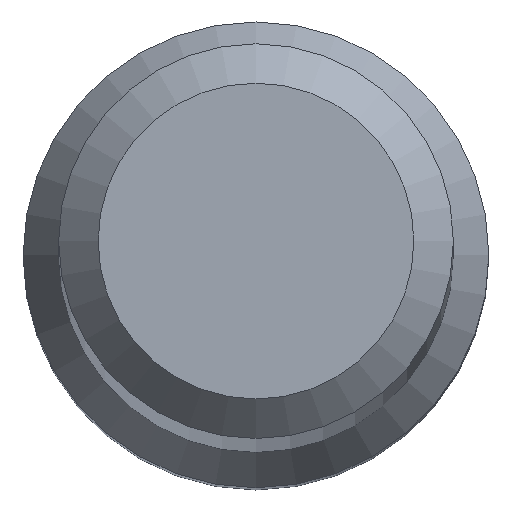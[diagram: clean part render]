
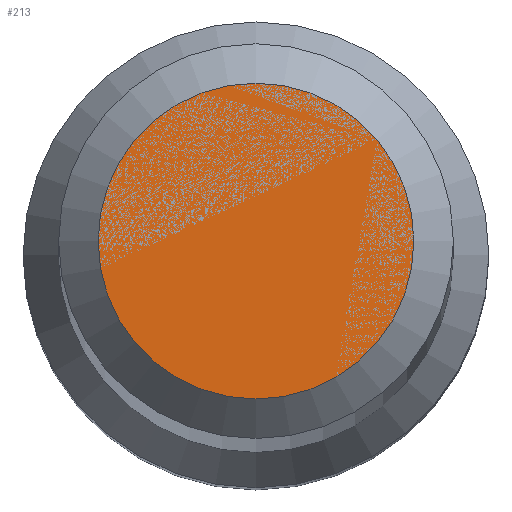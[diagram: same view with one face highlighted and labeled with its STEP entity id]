
A CAD part, top view. The second image highlights one B-rep face of the part: STEP entity #213.
In plain terms, the highlighted planar face has unit normal (0, 0, 1).
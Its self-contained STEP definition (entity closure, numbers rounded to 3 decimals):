
#23 = AXIS2_PLACEMENT_3D ( 'NONE', #211, #236, #302 ) ;
#29 = EDGE_CURVE ( 'NONE', #201, #201, #275, .T. ) ;
#53 = DIRECTION ( 'NONE',  ( 0., 1., 0. ) ) ;
#84 = DIRECTION ( 'NONE',  ( 0., 0., -1. ) ) ;
#86 = EDGE_LOOP ( 'NONE', ( #222 ) ) ;
#100 = CARTESIAN_POINT ( 'NONE',  ( 0., 1.2, 70. ) ) ;
#122 = PLANE ( 'NONE',  #23 ) ;
#183 = CARTESIAN_POINT ( 'NONE',  ( 0., 0., 70. ) ) ;
#201 = VERTEX_POINT ( 'NONE', #100 ) ;
#211 = CARTESIAN_POINT ( 'NONE',  ( 0., 0., 70. ) ) ;
#213 = ADVANCED_FACE ( 'NONE', ( #234 ), #122, .F. ) ;
#222 = ORIENTED_EDGE ( 'NONE', *, *, #29, .F. ) ;
#225 = AXIS2_PLACEMENT_3D ( 'NONE', #183, #84, #53 ) ;
#234 = FACE_OUTER_BOUND ( 'NONE', #86, .T. ) ;
#236 = DIRECTION ( 'NONE',  ( 0., 0., -1. ) ) ;
#275 = CIRCLE ( 'NONE', #225, 1.2 ) ;
#302 = DIRECTION ( 'NONE',  ( 0., 1., 0. ) ) ;
